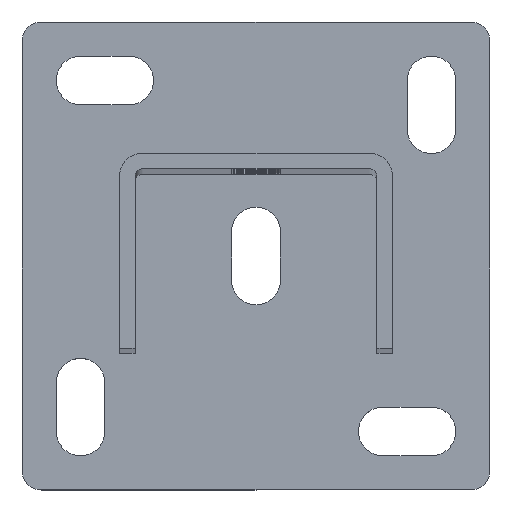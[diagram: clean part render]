
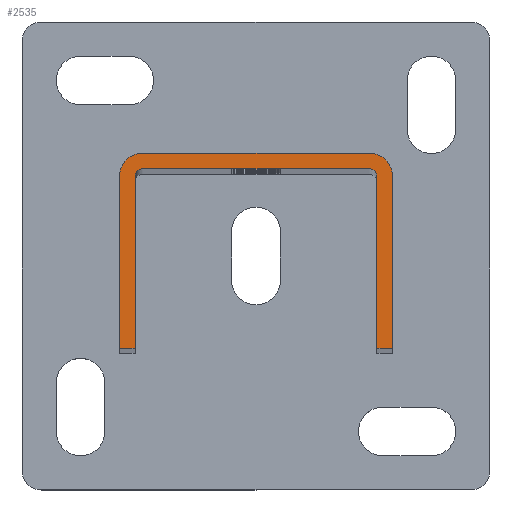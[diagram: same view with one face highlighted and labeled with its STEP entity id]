
A CAD part, top view. The second image highlights one B-rep face of the part: STEP entity #2535.
In plain terms, the highlighted planar face has unit normal (0, 0, 1).
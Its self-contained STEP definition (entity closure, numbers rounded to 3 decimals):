
#23 = CARTESIAN_POINT ( 'NONE',  ( 29., 19., 808. ) ) ;
#52 = VECTOR ( 'NONE', #167, 1000. ) ;
#105 = CARTESIAN_POINT ( 'NONE',  ( 29., 21., 808. ) ) ;
#108 = DIRECTION ( 'NONE',  ( -1., 0., 0. ) ) ;
#132 = VERTEX_POINT ( 'NONE', #7878 ) ;
#167 = DIRECTION ( 'NONE',  ( -1., 0., 0. ) ) ;
#256 = CARTESIAN_POINT ( 'NONE',  ( -29., 21., 808. ) ) ;
#290 = DIRECTION ( 'NONE',  ( -1., 0., 0. ) ) ;
#363 = CARTESIAN_POINT ( 'NONE',  ( 35., 19., 808. ) ) ;
#794 = AXIS2_PLACEMENT_3D ( 'NONE', #4151, #6415, #290 ) ;
#888 = CARTESIAN_POINT ( 'NONE',  ( -35., -25., 808. ) ) ;
#986 = ORIENTED_EDGE ( 'NONE', *, *, #7854, .T. ) ;
#1090 = VERTEX_POINT ( 'NONE', #1827 ) ;
#1140 = VERTEX_POINT ( 'NONE', #4859 ) ;
#1251 = DIRECTION ( 'NONE',  ( 0., 0., -1. ) ) ;
#1489 = EDGE_LOOP ( 'NONE', ( #986, #7042, #1498, #5447, #6943, #3939, #3338, #3436, #8518, #7752, #3096, #9154 ) ) ;
#1498 = ORIENTED_EDGE ( 'NONE', *, *, #6706, .F. ) ;
#1548 = LINE ( 'NONE', #1597, #1643 ) ;
#1597 = CARTESIAN_POINT ( 'NONE',  ( 35., -25., 808. ) ) ;
#1643 = VECTOR ( 'NONE', #108, 1000. ) ;
#1670 = EDGE_CURVE ( 'NONE', #8000, #7646, #2370, .T. ) ;
#1729 = LINE ( 'NONE', #888, #8464 ) ;
#1827 = CARTESIAN_POINT ( 'NONE',  ( 35., 19., 808. ) ) ;
#1899 = EDGE_CURVE ( 'NONE', #3951, #6418, #1729, .T. ) ;
#1928 = CARTESIAN_POINT ( 'NONE',  ( -35., -25., 808. ) ) ;
#1978 = EDGE_CURVE ( 'NONE', #4187, #1090, #4168, .T. ) ;
#2222 = LINE ( 'NONE', #6893, #3523 ) ;
#2254 = CIRCLE ( 'NONE', #6269, 6. ) ;
#2345 = CARTESIAN_POINT ( 'NONE',  ( -31., -25., 808. ) ) ;
#2370 = CIRCLE ( 'NONE', #5121, 2. ) ;
#2379 = DIRECTION ( 'NONE',  ( -1., 0., 0. ) ) ;
#2464 = CARTESIAN_POINT ( 'NONE',  ( -29., 25., 808. ) ) ;
#2535 = ADVANCED_FACE ( 'NONE', ( #5841 ), #9639, .F. ) ;
#2660 = EDGE_CURVE ( 'NONE', #6418, #6673, #2254, .T. ) ;
#2967 = DIRECTION ( 'NONE',  ( -1., 0., 0. ) ) ;
#3096 = ORIENTED_EDGE ( 'NONE', *, *, #8856, .T. ) ;
#3259 = LINE ( 'NONE', #2345, #5845 ) ;
#3338 = ORIENTED_EDGE ( 'NONE', *, *, #1899, .F. ) ;
#3404 = CARTESIAN_POINT ( 'NONE',  ( -29., 21., 808. ) ) ;
#3436 = ORIENTED_EDGE ( 'NONE', *, *, #6575, .F. ) ;
#3523 = VECTOR ( 'NONE', #8428, 1000. ) ;
#3883 = VECTOR ( 'NONE', #4896, 1000. ) ;
#3939 = ORIENTED_EDGE ( 'NONE', *, *, #2660, .F. ) ;
#3951 = VERTEX_POINT ( 'NONE', #1928 ) ;
#3978 = DIRECTION ( 'NONE',  ( 1., 0., 0. ) ) ;
#4151 = CARTESIAN_POINT ( 'NONE',  ( 29., 19., 808. ) ) ;
#4165 = LINE ( 'NONE', #256, #7729 ) ;
#4168 = CIRCLE ( 'NONE', #794, 6. ) ;
#4187 = VERTEX_POINT ( 'NONE', #6609 ) ;
#4287 = DIRECTION ( 'NONE',  ( 0., 0., -1. ) ) ;
#4313 = EDGE_CURVE ( 'NONE', #6673, #4187, #2222, .T. ) ;
#4697 = EDGE_CURVE ( 'NONE', #7445, #8461, #7359, .T. ) ;
#4786 = LINE ( 'NONE', #363, #3883 ) ;
#4810 = DIRECTION ( 'NONE',  ( 0., 1., 0. ) ) ;
#4859 = CARTESIAN_POINT ( 'NONE',  ( -31., -25., 808. ) ) ;
#4896 = DIRECTION ( 'NONE',  ( 0., -1., 0. ) ) ;
#5121 = AXIS2_PLACEMENT_3D ( 'NONE', #23, #8582, #3978 ) ;
#5447 = ORIENTED_EDGE ( 'NONE', *, *, #1978, .F. ) ;
#5627 = AXIS2_PLACEMENT_3D ( 'NONE', #5795, #4287, #8079 ) ;
#5781 = CARTESIAN_POINT ( 'NONE',  ( 31., 19., 808. ) ) ;
#5795 = CARTESIAN_POINT ( 'NONE',  ( -29., 19., 808. ) ) ;
#5841 = FACE_OUTER_BOUND ( 'NONE', #1489, .T. ) ;
#5845 = VECTOR ( 'NONE', #6863, 1000. ) ;
#6269 = AXIS2_PLACEMENT_3D ( 'NONE', #6320, #7701, #2379 ) ;
#6320 = CARTESIAN_POINT ( 'NONE',  ( -29., 19., 808. ) ) ;
#6415 = DIRECTION ( 'NONE',  ( 0., 0., -1. ) ) ;
#6418 = VERTEX_POINT ( 'NONE', #6689 ) ;
#6490 = CARTESIAN_POINT ( 'NONE',  ( -31., -25., 808. ) ) ;
#6575 = EDGE_CURVE ( 'NONE', #1140, #3951, #7817, .T. ) ;
#6609 = CARTESIAN_POINT ( 'NONE',  ( 29., 25., 808. ) ) ;
#6673 = VERTEX_POINT ( 'NONE', #2464 ) ;
#6689 = CARTESIAN_POINT ( 'NONE',  ( -35., 19., 808. ) ) ;
#6706 = EDGE_CURVE ( 'NONE', #1090, #132, #4786, .T. ) ;
#6733 = AXIS2_PLACEMENT_3D ( 'NONE', #7563, #1251, #2967 ) ;
#6825 = CARTESIAN_POINT ( 'NONE',  ( 31., 19., 808. ) ) ;
#6863 = DIRECTION ( 'NONE',  ( 0., 1., 0. ) ) ;
#6893 = CARTESIAN_POINT ( 'NONE',  ( -29., 25., 808. ) ) ;
#6916 = EDGE_CURVE ( 'NONE', #132, #6974, #1548, .T. ) ;
#6943 = ORIENTED_EDGE ( 'NONE', *, *, #4313, .F. ) ;
#6974 = VERTEX_POINT ( 'NONE', #9846 ) ;
#7042 = ORIENTED_EDGE ( 'NONE', *, *, #6916, .F. ) ;
#7359 = CIRCLE ( 'NONE', #5627, 2. ) ;
#7445 = VERTEX_POINT ( 'NONE', #8934 ) ;
#7465 = LINE ( 'NONE', #6825, #8372 ) ;
#7563 = CARTESIAN_POINT ( 'NONE',  ( 29., 19., 808. ) ) ;
#7646 = VERTEX_POINT ( 'NONE', #5781 ) ;
#7701 = DIRECTION ( 'NONE',  ( 0., 0., -1. ) ) ;
#7729 = VECTOR ( 'NONE', #9626, 1000. ) ;
#7752 = ORIENTED_EDGE ( 'NONE', *, *, #4697, .T. ) ;
#7817 = LINE ( 'NONE', #6490, #52 ) ;
#7854 = EDGE_CURVE ( 'NONE', #7646, #6974, #7465, .T. ) ;
#7878 = CARTESIAN_POINT ( 'NONE',  ( 35., -25., 808. ) ) ;
#7972 = EDGE_CURVE ( 'NONE', #1140, #7445, #3259, .T. ) ;
#8000 = VERTEX_POINT ( 'NONE', #105 ) ;
#8079 = DIRECTION ( 'NONE',  ( 1., 0., 0. ) ) ;
#8372 = VECTOR ( 'NONE', #9034, 1000. ) ;
#8428 = DIRECTION ( 'NONE',  ( 1., 0., 0. ) ) ;
#8461 = VERTEX_POINT ( 'NONE', #3404 ) ;
#8464 = VECTOR ( 'NONE', #4810, 1000. ) ;
#8518 = ORIENTED_EDGE ( 'NONE', *, *, #7972, .T. ) ;
#8582 = DIRECTION ( 'NONE',  ( 0., 0., -1. ) ) ;
#8856 = EDGE_CURVE ( 'NONE', #8461, #8000, #4165, .T. ) ;
#8934 = CARTESIAN_POINT ( 'NONE',  ( -31., 19., 808. ) ) ;
#9034 = DIRECTION ( 'NONE',  ( 0., -1., 0. ) ) ;
#9154 = ORIENTED_EDGE ( 'NONE', *, *, #1670, .T. ) ;
#9626 = DIRECTION ( 'NONE',  ( 1., 0., 0. ) ) ;
#9639 = PLANE ( 'NONE',  #6733 ) ;
#9846 = CARTESIAN_POINT ( 'NONE',  ( 31., -25., 808. ) ) ;
